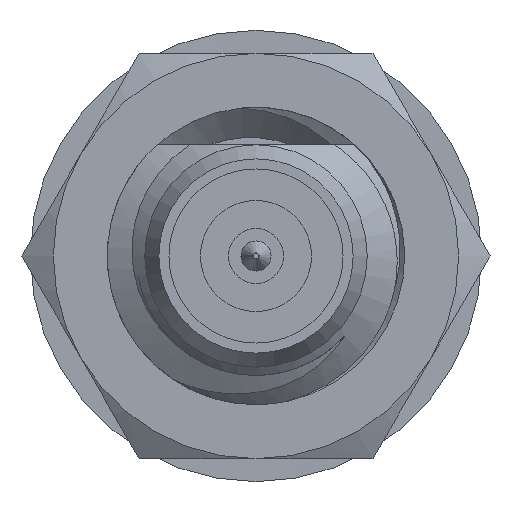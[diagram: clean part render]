
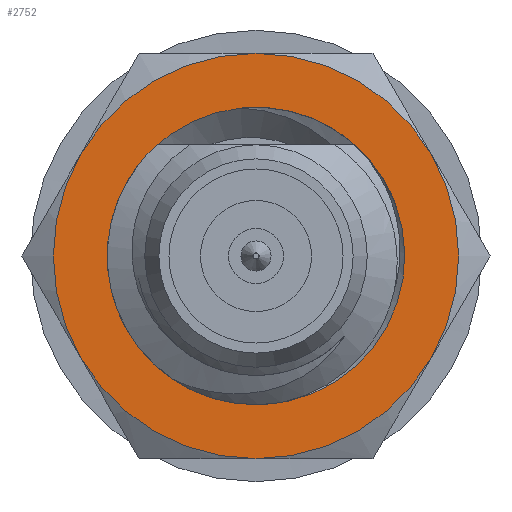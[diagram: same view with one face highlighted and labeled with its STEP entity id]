
A CAD part, left-side view. The second image highlights one B-rep face of the part: STEP entity #2752.
In plain terms, the highlighted planar face has unit normal (-1, 0, 0).
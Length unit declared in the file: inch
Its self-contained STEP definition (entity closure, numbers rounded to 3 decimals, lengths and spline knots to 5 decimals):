
#129 = ORIENTED_EDGE ( 'NONE', *, *, #8053, .T. ) ;
#259 = CIRCLE ( 'NONE', #2851, 0.094 ) ;
#438 = DIRECTION ( 'NONE',  ( 0., -0.5, 0.866 ) ) ;
#630 = EDGE_CURVE ( 'NONE', #5773, #10684, #5894, .T. ) ;
#684 = ORIENTED_EDGE ( 'NONE', *, *, #10314, .T. ) ;
#758 = DIRECTION ( 'NONE',  ( 0., -0.5, 0.866 ) ) ;
#969 = DIRECTION ( 'NONE',  ( 1., 0., 0. ) ) ;
#1000 = CARTESIAN_POINT ( 'NONE',  ( 0.23788, 0., 0. ) ) ;
#1187 = DIRECTION ( 'NONE',  ( -1., 0., 0. ) ) ;
#1246 = CARTESIAN_POINT ( 'NONE',  ( 0.23788, 0., 0. ) ) ;
#1283 = VERTEX_POINT ( 'NONE', #7271 ) ;
#1607 = CIRCLE ( 'NONE', #4920, 0.069 ) ;
#1658 = AXIS2_PLACEMENT_3D ( 'NONE', #9815, #7204, #6141 ) ;
#1669 = EDGE_CURVE ( 'NONE', #10819, #1283, #10047, .T. ) ;
#1752 = CIRCLE ( 'NONE', #5003, 0.094 ) ;
#1866 = CARTESIAN_POINT ( 'NONE',  ( 0.23788, 0., 0. ) ) ;
#1909 = EDGE_LOOP ( 'NONE', ( #684, #5307, #2413, #4103, #8058, #9168 ) ) ;
#2016 = DIRECTION ( 'NONE',  ( 0., -0.5, 0.866 ) ) ;
#2401 = AXIS2_PLACEMENT_3D ( 'NONE', #1866, #969, #3640 ) ;
#2413 = ORIENTED_EDGE ( 'NONE', *, *, #1669, .T. ) ;
#2454 = CARTESIAN_POINT ( 'NONE',  ( 0.23788, -0.08141, 0.047 ) ) ;
#2642 = EDGE_LOOP ( 'NONE', ( #5293, #129 ) ) ;
#2752 = ADVANCED_FACE ( 'NONE', ( #5294, #5017 ), #3786, .F. ) ;
#2851 = AXIS2_PLACEMENT_3D ( 'NONE', #9444, #9516, #758 ) ;
#2928 = DIRECTION ( 'NONE',  ( 1., 0., 0. ) ) ;
#3609 = VERTEX_POINT ( 'NONE', #10513 ) ;
#3640 = DIRECTION ( 'NONE',  ( 0., -0.5, 0.866 ) ) ;
#3721 = DIRECTION ( 'NONE',  ( 1., 0., 0. ) ) ;
#3786 = PLANE ( 'NONE',  #7469 ) ;
#3809 = DIRECTION ( 'NONE',  ( -1., 0., 0. ) ) ;
#4103 = ORIENTED_EDGE ( 'NONE', *, *, #9906, .T. ) ;
#4205 = CARTESIAN_POINT ( 'NONE',  ( 0.23788, 0.08141, 0.047 ) ) ;
#4279 = AXIS2_PLACEMENT_3D ( 'NONE', #1000, #3721, #4533 ) ;
#4533 = DIRECTION ( 'NONE',  ( 0., -0.5, 0.866 ) ) ;
#4655 = EDGE_CURVE ( 'NONE', #6566, #10819, #1752, .T. ) ;
#4782 = CARTESIAN_POINT ( 'NONE',  ( 0.23788, 0., 0. ) ) ;
#4920 = AXIS2_PLACEMENT_3D ( 'NONE', #1246, #2928, #10907 ) ;
#5003 = AXIS2_PLACEMENT_3D ( 'NONE', #5471, #1187, #9054 ) ;
#5017 = FACE_BOUND ( 'NONE', #2642, .T. ) ;
#5293 = ORIENTED_EDGE ( 'NONE', *, *, #630, .T. ) ;
#5294 = FACE_OUTER_BOUND ( 'NONE', #1909, .T. ) ;
#5307 = ORIENTED_EDGE ( 'NONE', *, *, #4655, .T. ) ;
#5471 = CARTESIAN_POINT ( 'NONE',  ( 0.23788, 0., 0. ) ) ;
#5565 = DIRECTION ( 'NONE',  ( 0., -0.5, 0.866 ) ) ;
#5721 = CARTESIAN_POINT ( 'NONE',  ( 0.23788, 0.00694, 0.06865 ) ) ;
#5773 = VERTEX_POINT ( 'NONE', #9470 ) ;
#5795 = CARTESIAN_POINT ( 'NONE',  ( 0.23788, 0., 0.094 ) ) ;
#5894 = CIRCLE ( 'NONE', #4279, 0.069 ) ;
#6141 = DIRECTION ( 'NONE',  ( 0., -0.5, 0.866 ) ) ;
#6388 = CARTESIAN_POINT ( 'NONE',  ( 0.23788, 0.10854, 0. ) ) ;
#6566 = VERTEX_POINT ( 'NONE', #5795 ) ;
#7204 = DIRECTION ( 'NONE',  ( -1., 0., 0. ) ) ;
#7271 = CARTESIAN_POINT ( 'NONE',  ( 0.23788, 0.08141, -0.047 ) ) ;
#7469 = AXIS2_PLACEMENT_3D ( 'NONE', #6388, #9932, #5565 ) ;
#8053 = EDGE_CURVE ( 'NONE', #10684, #5773, #1607, .T. ) ;
#8058 = ORIENTED_EDGE ( 'NONE', *, *, #8637, .T. ) ;
#8537 = AXIS2_PLACEMENT_3D ( 'NONE', #10827, #3809, #2016 ) ;
#8637 = EDGE_CURVE ( 'NONE', #10080, #3609, #259, .T. ) ;
#9054 = DIRECTION ( 'NONE',  ( 0., -0.5, 0.866 ) ) ;
#9168 = ORIENTED_EDGE ( 'NONE', *, *, #9607, .F. ) ;
#9444 = CARTESIAN_POINT ( 'NONE',  ( 0.23788, 0., 0. ) ) ;
#9470 = CARTESIAN_POINT ( 'NONE',  ( 0.23788, -0.0439, 0.05323 ) ) ;
#9516 = DIRECTION ( 'NONE',  ( -1., 0., 0. ) ) ;
#9607 = EDGE_CURVE ( 'NONE', #9942, #3609, #11062, .T. ) ;
#9815 = CARTESIAN_POINT ( 'NONE',  ( 0.23788, 0., 0. ) ) ;
#9906 = EDGE_CURVE ( 'NONE', #1283, #10080, #10239, .T. ) ;
#9932 = DIRECTION ( 'NONE',  ( 1., 0., 0. ) ) ;
#9942 = VERTEX_POINT ( 'NONE', #2454 ) ;
#10047 = CIRCLE ( 'NONE', #1658, 0.094 ) ;
#10080 = VERTEX_POINT ( 'NONE', #10628 ) ;
#10113 = CIRCLE ( 'NONE', #8537, 0.094 ) ;
#10229 = AXIS2_PLACEMENT_3D ( 'NONE', #4782, #10928, #438 ) ;
#10239 = CIRCLE ( 'NONE', #10229, 0.094 ) ;
#10314 = EDGE_CURVE ( 'NONE', #9942, #6566, #10113, .T. ) ;
#10513 = CARTESIAN_POINT ( 'NONE',  ( 0.23788, -0.08141, -0.047 ) ) ;
#10628 = CARTESIAN_POINT ( 'NONE',  ( 0.23788, 0., -0.094 ) ) ;
#10684 = VERTEX_POINT ( 'NONE', #5721 ) ;
#10819 = VERTEX_POINT ( 'NONE', #4205 ) ;
#10827 = CARTESIAN_POINT ( 'NONE',  ( 0.23788, 0., 0. ) ) ;
#10907 = DIRECTION ( 'NONE',  ( 0., -0.5, 0.866 ) ) ;
#10928 = DIRECTION ( 'NONE',  ( -1., 0., 0. ) ) ;
#11062 = CIRCLE ( 'NONE', #2401, 0.094 ) ;
